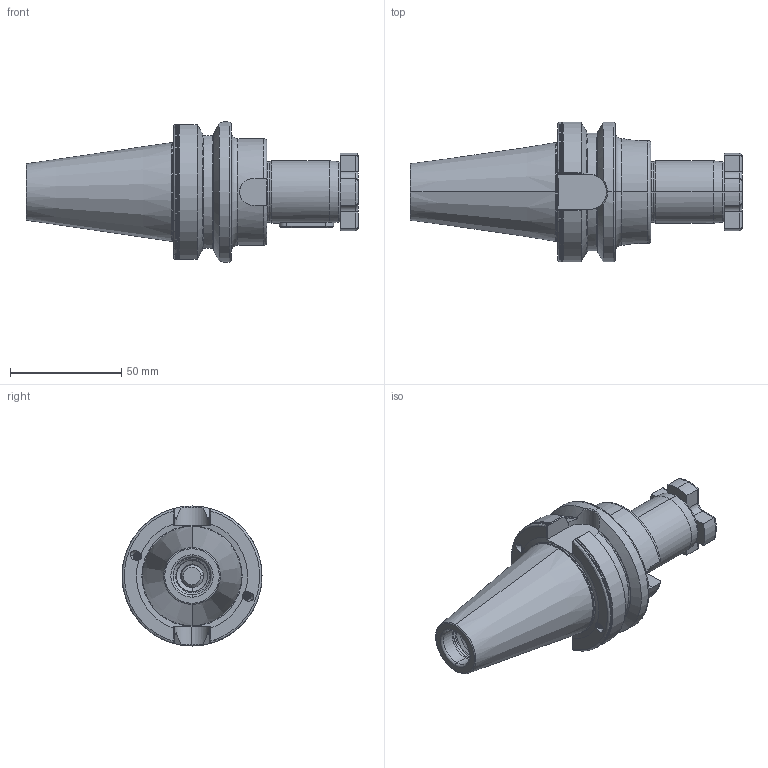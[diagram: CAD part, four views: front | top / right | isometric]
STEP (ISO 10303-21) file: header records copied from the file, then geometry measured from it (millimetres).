
FILE_DESCRIPTION (( 'STEP AP203' ), '1' );
FILE_NAME ('DC.406.10.27.STEP', '2017-10-18T03:45:48', ( '' ), ( '' ), 'SwSTEP 2.0', 'SolidWorks 2012', '' );
FILE_SCHEMA (( 'CONFIG_CONTROL_DESIGN' ));
Length unit declared in the file: millimetre
Products named in the file (4): DC.406.10.27; SC27用鍵_7x7x25L; 十字螺絲FMB27
Assembly tree (3 placements, depth 2):
  DC.406.10.27
    DC.406.10.27
    SC27用鍵_7x7x25L
    十字螺絲FMB27
Bounding box: 149.4 x 63 x 63 mm (x, y, z)
Volume: 168733.5 mm3; surface area: 36465.4 mm2
Topology: 3 solids, 3 shells, 350 faces, 937 edges, 593 vertices
Faces by surface type: cylinder 174, plane 63, torus 52, cone 38, bspline 23
Entity records: 22745 total; most frequent: CARTESIAN_POINT 14568, ORIENTED_EDGE 1874, DIRECTION 1417, EDGE_CURVE 937, VERTEX_POINT 593, AXIS2_PLACEMENT_3D 556, EDGE_LOOP 358, FACE_OUTER_BOUND 350
